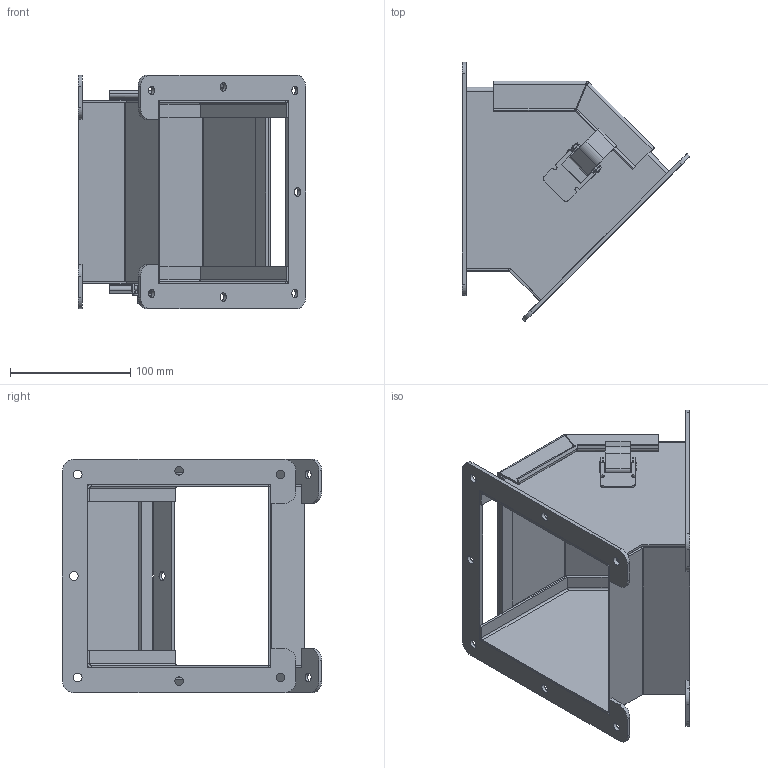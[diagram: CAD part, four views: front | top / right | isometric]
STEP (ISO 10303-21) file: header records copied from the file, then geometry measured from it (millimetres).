
FILE_DESCRIPTION(/* description */ ('LJW, WW-FITTING, ELBOW, 45°, TOP BOTTOM, CS, 6"'),/* implementation_level */ '2;1');
FILE_NAME(/* name */ 'LJWL456C.stp',/* time_stamp */ '2017-05-26T14:47:51-05:00',/* author */ ('bbirch1'),/* organization */ (''),/* preprocessor_version */ 'ST-DEVELOPER v16.1',/* originating_system */ 'Autodesk Inventor 2016',/* authorisation */ '');
FILE_SCHEMA (('AUTOMOTIVE_DESIGN { 1 0 10303 214 3 1 1 }'));
Length unit declared in the file: inch
Products named in the file (12): LJWL456CTB; LJWL456CLID; PART1; PART2; PART3; PART4; PART5; 35011; LJW6RINGP; LJWT6CSTRIPGSKT; LJWL456CPOST; LJWL456C
Assembly tree (14 placements, depth 3):
  LJWL456C
    LJWL456CTB  x2
    LJWL456CLID
    35011  x2
      PART1
      PART2
      PART3
      PART4
      PART5
    LJW6RINGP  x2
    LJWT6CSTRIPGSKT
    LJWL456CPOST
Bounding box: 188.78 x 215.14 x 193.68 mm (x, y, z)
Volume: 275013.3 mm3; surface area: 273268.6 mm2
Topology: 17 solids, 17 shells, 410 faces, 1026 edges, 648 vertices
Faces by surface type: plane 250, cylinder 140, bspline 20
Full cylindrical faces by diameter (mm): 3.454 x4, 3.946 x12, 4.286 x8, 7.144 x14
Entity records: 8180 total; most frequent: CARTESIAN_POINT 1749, DIRECTION 1264, ORIENTED_EDGE 1208, EDGE_CURVE 604, LINE 430, VECTOR 430, AXIS2_PLACEMENT_3D 417, VERTEX_POINT 386
